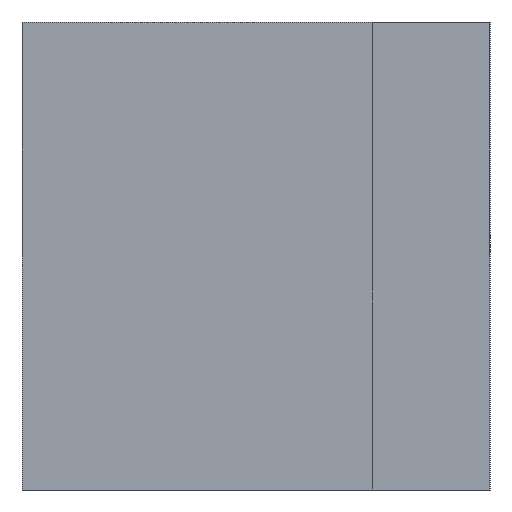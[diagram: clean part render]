
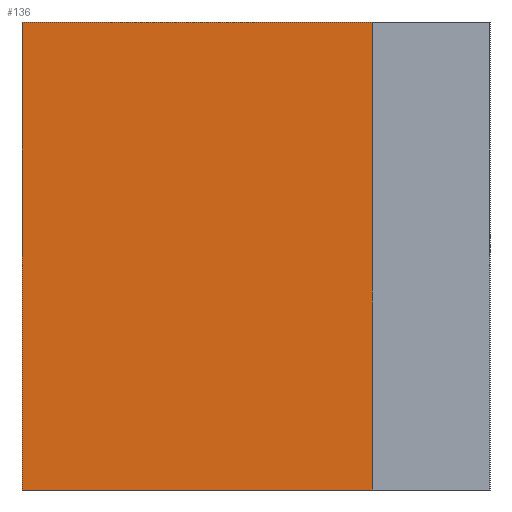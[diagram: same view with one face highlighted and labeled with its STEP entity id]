
A CAD part, left-side view. The second image highlights one B-rep face of the part: STEP entity #136.
In plain terms, the highlighted planar face has unit normal (-1, 0, 0).
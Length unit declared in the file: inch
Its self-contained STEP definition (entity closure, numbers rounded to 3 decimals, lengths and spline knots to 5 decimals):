
#8 = LINE ( 'NONE', #95, #375 ) ;
#11 = DIRECTION ( 'NONE',  ( 0., 1., 0. ) ) ;
#23 = EDGE_CURVE ( 'NONE', #428, #392, #8, .T. ) ;
#28 = CARTESIAN_POINT ( 'NONE',  ( 0.09375, 0.5, 0.25 ) ) ;
#95 = CARTESIAN_POINT ( 'NONE',  ( 0.09375, 0.5, -0.25 ) ) ;
#107 = CARTESIAN_POINT ( 'NONE',  ( 0.09375, 0.5, -0.25 ) ) ;
#136 = ADVANCED_FACE ( 'NONE', ( #234 ), #369, .F. ) ;
#158 = DIRECTION ( 'NONE',  ( 1., 0., 0. ) ) ;
#175 = CARTESIAN_POINT ( 'NONE',  ( 0.09375, 0.125, -0.25 ) ) ;
#198 = DIRECTION ( 'NONE',  ( 0., 0., -1. ) ) ;
#209 = LINE ( 'NONE', #175, #238 ) ;
#213 = DIRECTION ( 'NONE',  ( 0., 1., 0. ) ) ;
#234 = FACE_OUTER_BOUND ( 'NONE', #528, .T. ) ;
#238 = VECTOR ( 'NONE', #379, 39.37008 ) ;
#242 = EDGE_CURVE ( 'NONE', #392, #529, #473, .T. ) ;
#256 = CARTESIAN_POINT ( 'NONE',  ( 0.09375, 0.125, -0.25 ) ) ;
#264 = ORIENTED_EDGE ( 'NONE', *, *, #346, .T. ) ;
#280 = AXIS2_PLACEMENT_3D ( 'NONE', #107, #158, #198 ) ;
#289 = CARTESIAN_POINT ( 'NONE',  ( 0.09375, 0.125, 0.25 ) ) ;
#324 = VERTEX_POINT ( 'NONE', #289 ) ;
#337 = CARTESIAN_POINT ( 'NONE',  ( 0.09375, 0.5, -0.25 ) ) ;
#340 = DIRECTION ( 'NONE',  ( 0., 0., 1. ) ) ;
#343 = EDGE_CURVE ( 'NONE', #428, #324, #209, .T. ) ;
#346 = EDGE_CURVE ( 'NONE', #324, #529, #552, .T. ) ;
#369 = PLANE ( 'NONE',  #280 ) ;
#375 = VECTOR ( 'NONE', #11, 39.37008 ) ;
#379 = DIRECTION ( 'NONE',  ( 0., 0., 1. ) ) ;
#390 = ORIENTED_EDGE ( 'NONE', *, *, #343, .T. ) ;
#392 = VERTEX_POINT ( 'NONE', #427 ) ;
#414 = ORIENTED_EDGE ( 'NONE', *, *, #242, .F. ) ;
#427 = CARTESIAN_POINT ( 'NONE',  ( 0.09375, 0.5, -0.25 ) ) ;
#428 = VERTEX_POINT ( 'NONE', #256 ) ;
#446 = CARTESIAN_POINT ( 'NONE',  ( 0.09375, 0.5, 0.25 ) ) ;
#473 = LINE ( 'NONE', #337, #502 ) ;
#478 = VECTOR ( 'NONE', #213, 39.37008 ) ;
#499 = ORIENTED_EDGE ( 'NONE', *, *, #23, .F. ) ;
#502 = VECTOR ( 'NONE', #340, 39.37008 ) ;
#528 = EDGE_LOOP ( 'NONE', ( #264, #414, #499, #390 ) ) ;
#529 = VERTEX_POINT ( 'NONE', #446 ) ;
#552 = LINE ( 'NONE', #28, #478 ) ;
